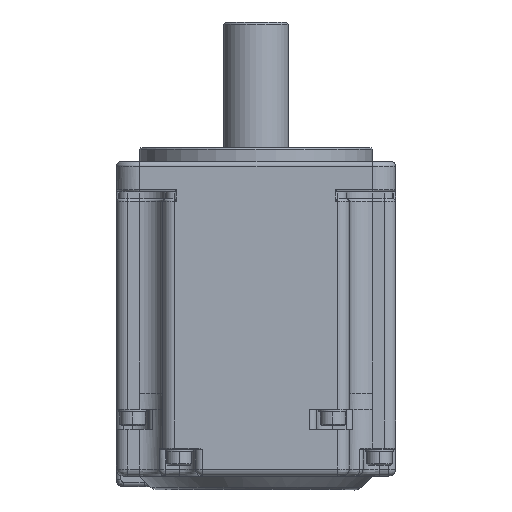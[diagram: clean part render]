
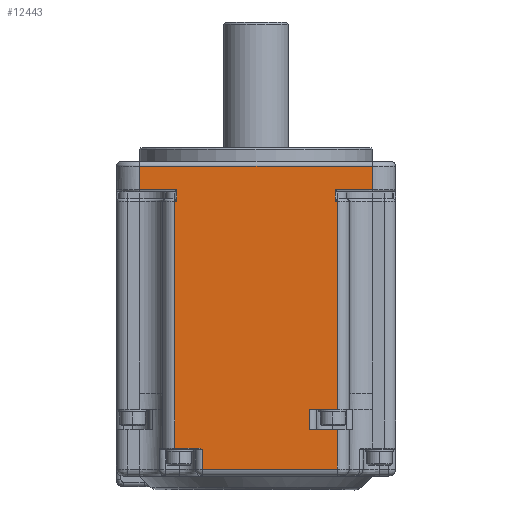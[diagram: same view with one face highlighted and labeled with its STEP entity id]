
A CAD part, front view. The second image highlights one B-rep face of the part: STEP entity #12443.
In plain terms, the highlighted planar face has unit normal (0, -1, 0).
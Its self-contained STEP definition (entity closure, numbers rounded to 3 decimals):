
#1169=CARTESIAN_POINT('',(-167.5,-30.,-108.1));
#1170=VERTEX_POINT('',#1169);
#1214=CARTESIAN_POINT('',(-162.597,-30.,-108.1));
#1215=VERTEX_POINT('',#1214);
#1227=CARTESIAN_POINT('',(-162.597,-30.,-108.1));
#1228=DIRECTION('',(-1.,0.,0.));
#1229=VECTOR('',#1228,4.903);
#1230=LINE('',#1227,#1229);
#1231=EDGE_CURVE('',#1215,#1170,#1230,.T.);
#1241=CARTESIAN_POINT('',(-132.5,-30.,-112.6));
#1242=VERTEX_POINT('',#1241);
#1250=CARTESIAN_POINT('',(-161.5,-30.,-112.6));
#1251=VERTEX_POINT('',#1250);
#1252=CARTESIAN_POINT('',(-132.5,-30.,-112.6));
#1253=DIRECTION('',(-1.,0.,0.));
#1254=VECTOR('',#1253,29.);
#1255=LINE('',#1252,#1254);
#1256=EDGE_CURVE('',#1242,#1251,#1255,.T.);
#1276=CARTESIAN_POINT('',(-132.5,-30.,-104.1));
#1277=VERTEX_POINT('',#1276);
#1285=CARTESIAN_POINT('',(-132.5,-30.,-104.1));
#1286=DIRECTION('',(0.,0.,-1.));
#1287=VECTOR('',#1286,8.5);
#1288=LINE('',#1285,#1287);
#1289=EDGE_CURVE('',#1277,#1242,#1288,.T.);
#1350=CARTESIAN_POINT('',(-138.5,-30.,-104.1));
#1351=VERTEX_POINT('',#1350);
#1359=CARTESIAN_POINT('',(-138.5,-30.,-104.1));
#1360=DIRECTION('',(1.,0.,0.));
#1361=VECTOR('',#1360,6.);
#1362=LINE('',#1359,#1361);
#1363=EDGE_CURVE('',#1351,#1277,#1362,.T.);
#1397=CARTESIAN_POINT('',(-138.5,-30.,-99.8));
#1398=VERTEX_POINT('',#1397);
#1406=CARTESIAN_POINT('',(-138.5,-30.,-99.8));
#1407=DIRECTION('',(0.,0.,-1.));
#1408=VECTOR('',#1407,4.3);
#1409=LINE('',#1406,#1408);
#1410=EDGE_CURVE('',#1398,#1351,#1409,.T.);
#1431=CARTESIAN_POINT('',(-132.5,-30.,-99.8));
#1432=VERTEX_POINT('',#1431);
#1440=CARTESIAN_POINT('',(-132.5,-30.,-99.8));
#1441=DIRECTION('',(-1.,0.,0.));
#1442=VECTOR('',#1441,6.);
#1443=LINE('',#1440,#1442);
#1444=EDGE_CURVE('',#1432,#1398,#1443,.T.);
#3981=CARTESIAN_POINT('',(-161.5,-30.,-108.3));
#3982=VERTEX_POINT('',#3981);
#3994=CARTESIAN_POINT('',(-161.5,-30.,-108.3));
#3995=CARTESIAN_POINT('',(-161.542,-30.,-108.25));
#3996=CARTESIAN_POINT('',(-162.364,-30.,-108.1));
#3997=CARTESIAN_POINT('',(-162.597,-30.,-108.1));
#3998=B_SPLINE_CURVE_WITH_KNOTS('',3,(#3994,#3995,#3996,#3997),.UNSPECIFIED.,.F.,.U.,(4,4),(0.,1.),.UNSPECIFIED.);
#3999=EDGE_CURVE('',#3982,#1215,#3998,.T.);
#4020=CARTESIAN_POINT('',(-161.5,-30.,-112.6));
#4021=DIRECTION('',(0.,0.,1.));
#4022=VECTOR('',#4021,4.3);
#4023=LINE('',#4020,#4022);
#4024=EDGE_CURVE('',#1251,#3982,#4023,.T.);
#11880=CARTESIAN_POINT('',(-167.5,-30.,-55.1));
#11881=VERTEX_POINT('',#11880);
#11882=CARTESIAN_POINT('',(-167.5,-30.,-108.1));
#11883=DIRECTION('',(0.,0.,1.));
#11884=VECTOR('',#11883,53.);
#11885=LINE('',#11882,#11884);
#11886=EDGE_CURVE('',#1170,#11881,#11885,.T.);
#11913=CARTESIAN_POINT('',(-132.5,-30.,-55.1));
#11914=VERTEX_POINT('',#11913);
#11922=CARTESIAN_POINT('',(-132.5,-30.,-55.1));
#11923=DIRECTION('',(0.,0.,-1.));
#11924=VECTOR('',#11923,44.7);
#11925=LINE('',#11922,#11924);
#11926=EDGE_CURVE('',#11914,#1432,#11925,.T.);
#12356=CARTESIAN_POINT('',(-150.,-30.,-80.1));
#12357=DIRECTION('',(0.,0.,-1.));
#12358=DIRECTION('',(0.,-1.,0.));
#12359=AXIS2_PLACEMENT_3D('',#12356,#12358,#12357);
#12360=PLANE('',#12359);
#12361=ORIENTED_EDGE('',*,*,#1231,.F.);
#12362=ORIENTED_EDGE('',*,*,#3999,.F.);
#12363=ORIENTED_EDGE('',*,*,#4024,.F.);
#12364=ORIENTED_EDGE('',*,*,#1256,.F.);
#12365=ORIENTED_EDGE('',*,*,#1289,.F.);
#12366=ORIENTED_EDGE('',*,*,#1363,.F.);
#12367=ORIENTED_EDGE('',*,*,#1410,.F.);
#12368=ORIENTED_EDGE('',*,*,#1444,.F.);
#12369=ORIENTED_EDGE('',*,*,#11926,.F.);
#12370=CARTESIAN_POINT('',(-133.,-30.,-55.1));
#12371=VERTEX_POINT('',#12370);
#12372=CARTESIAN_POINT('',(-132.5,-30.,-55.1));
#12373=DIRECTION('',(-1.,0.,0.));
#12374=VECTOR('',#12373,0.5);
#12375=LINE('',#12372,#12374);
#12376=EDGE_CURVE('',#11914,#12371,#12375,.T.);
#12377=ORIENTED_EDGE('',*,*,#12376,.T.);
#12378=CARTESIAN_POINT('',(-133.,-30.,-52.6));
#12379=VERTEX_POINT('',#12378);
#12380=CARTESIAN_POINT('',(-133.,-30.,-55.1));
#12381=DIRECTION('',(0.,0.,1.));
#12382=VECTOR('',#12381,2.5);
#12383=LINE('',#12380,#12382);
#12384=EDGE_CURVE('',#12371,#12379,#12383,.T.);
#12385=ORIENTED_EDGE('',*,*,#12384,.T.);
#12386=CARTESIAN_POINT('',(-125.,-30.,-52.6));
#12387=VERTEX_POINT('',#12386);
#12388=CARTESIAN_POINT('',(-133.,-30.,-52.6));
#12389=DIRECTION('',(1.,0.,0.));
#12390=VECTOR('',#12389,8.);
#12391=LINE('',#12388,#12390);
#12392=EDGE_CURVE('',#12379,#12387,#12391,.T.);
#12393=ORIENTED_EDGE('',*,*,#12392,.T.);
#12394=CARTESIAN_POINT('',(-125.,-30.,-47.6));
#12395=VERTEX_POINT('',#12394);
#12396=CARTESIAN_POINT('',(-125.,-30.,-52.6));
#12397=DIRECTION('',(0.,0.,1.));
#12398=VECTOR('',#12397,5.);
#12399=LINE('',#12396,#12398);
#12400=EDGE_CURVE('',#12387,#12395,#12399,.T.);
#12401=ORIENTED_EDGE('',*,*,#12400,.T.);
#12402=CARTESIAN_POINT('',(-175.,-30.,-47.6));
#12403=VERTEX_POINT('',#12402);
#12404=CARTESIAN_POINT('',(-125.,-30.,-47.6));
#12405=DIRECTION('',(-1.,0.,0.));
#12406=VECTOR('',#12405,50.);
#12407=LINE('',#12404,#12406);
#12408=EDGE_CURVE('',#12395,#12403,#12407,.T.);
#12409=ORIENTED_EDGE('',*,*,#12408,.T.);
#12410=CARTESIAN_POINT('',(-175.,-30.,-52.6));
#12411=VERTEX_POINT('',#12410);
#12412=CARTESIAN_POINT('',(-175.,-30.,-47.6));
#12413=DIRECTION('',(0.,0.,-1.));
#12414=VECTOR('',#12413,5.);
#12415=LINE('',#12412,#12414);
#12416=EDGE_CURVE('',#12403,#12411,#12415,.T.);
#12417=ORIENTED_EDGE('',*,*,#12416,.T.);
#12418=CARTESIAN_POINT('',(-167.,-30.,-52.6));
#12419=VERTEX_POINT('',#12418);
#12420=CARTESIAN_POINT('',(-175.,-30.,-52.6));
#12421=DIRECTION('',(1.,0.,0.));
#12422=VECTOR('',#12421,8.);
#12423=LINE('',#12420,#12422);
#12424=EDGE_CURVE('',#12411,#12419,#12423,.T.);
#12425=ORIENTED_EDGE('',*,*,#12424,.T.);
#12426=CARTESIAN_POINT('',(-167.,-30.,-55.1));
#12427=VERTEX_POINT('',#12426);
#12428=CARTESIAN_POINT('',(-167.,-30.,-52.6));
#12429=DIRECTION('',(0.,0.,-1.));
#12430=VECTOR('',#12429,2.5);
#12431=LINE('',#12428,#12430);
#12432=EDGE_CURVE('',#12419,#12427,#12431,.T.);
#12433=ORIENTED_EDGE('',*,*,#12432,.T.);
#12434=CARTESIAN_POINT('',(-167.,-30.,-55.1));
#12435=DIRECTION('',(-1.,0.,0.));
#12436=VECTOR('',#12435,0.5);
#12437=LINE('',#12434,#12436);
#12438=EDGE_CURVE('',#12427,#11881,#12437,.T.);
#12439=ORIENTED_EDGE('',*,*,#12438,.T.);
#12440=ORIENTED_EDGE('',*,*,#11886,.F.);
#12441=EDGE_LOOP('',(#12361,#12362,#12363,#12364,#12365,#12366,#12367,#12368,#12369,#12377,#12385,#12393,#12401,#12409,#12417,#12425,#12433,#12439,#12440));
#12442=FACE_OUTER_BOUND('',#12441,.T.);
#12443=ADVANCED_FACE('',(#12442),#12360,.T.);
